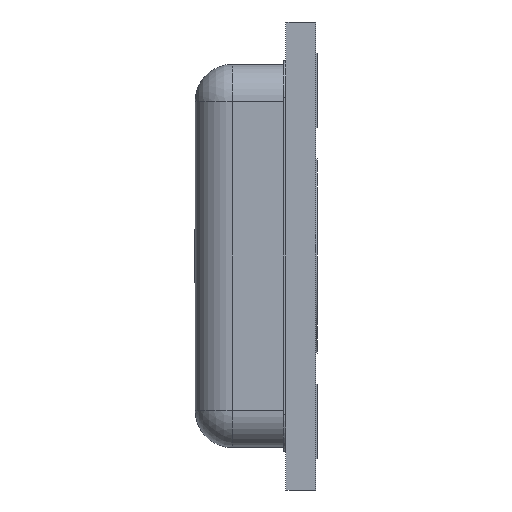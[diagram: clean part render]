
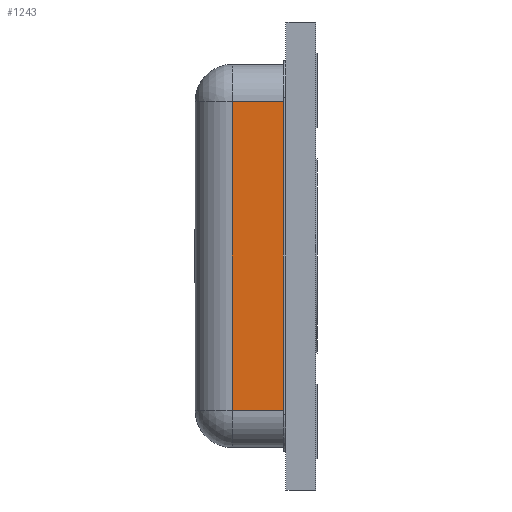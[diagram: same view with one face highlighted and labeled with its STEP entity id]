
A CAD part, left-side view. The second image highlights one B-rep face of the part: STEP entity #1243.
In plain terms, the highlighted planar face has unit normal (-1, 0, 0).
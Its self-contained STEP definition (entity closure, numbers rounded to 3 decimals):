
#235 = CARTESIAN_POINT ( 'NONE',  ( -2.02, 0.26, -1.54 ) ) ;
#468 = LINE ( 'NONE', #4704, #3247 ) ;
#471 = VERTEX_POINT ( 'NONE', #831 ) ;
#751 = LINE ( 'NONE', #4723, #3695 ) ;
#831 = CARTESIAN_POINT ( 'NONE',  ( -2.02, 0.26, 1.24 ) ) ;
#875 = VERTEX_POINT ( 'NONE', #2341 ) ;
#990 = EDGE_CURVE ( 'NONE', #471, #875, #2682, .T. ) ;
#1060 = DIRECTION ( 'NONE',  ( 0., 1., 0. ) ) ;
#1085 = VECTOR ( 'NONE', #1733, 1000. ) ;
#1137 = ORIENTED_EDGE ( 'NONE', *, *, #990, .T. ) ;
#1222 = EDGE_CURVE ( 'NONE', #875, #2327, #751, .T. ) ;
#1243 = ADVANCED_FACE ( 'NONE', ( #4739 ), #4747, .F. ) ;
#1588 = ORIENTED_EDGE ( 'NONE', *, *, #6246, .T. ) ;
#1706 = DIRECTION ( 'NONE',  ( 0., -1., 0. ) ) ;
#1733 = DIRECTION ( 'NONE',  ( 0., 0., 1. ) ) ;
#2016 = CARTESIAN_POINT ( 'NONE',  ( -2.02, 0.26, -1.24 ) ) ;
#2082 = LINE ( 'NONE', #235, #1085 ) ;
#2327 = VERTEX_POINT ( 'NONE', #2784 ) ;
#2341 = CARTESIAN_POINT ( 'NONE',  ( -2.02, 0.67, 1.24 ) ) ;
#2488 = AXIS2_PLACEMENT_3D ( 'NONE', #4652, #6205, #5157 ) ;
#2682 = LINE ( 'NONE', #5298, #4446 ) ;
#2784 = CARTESIAN_POINT ( 'NONE',  ( -2.02, 0.67, -1.24 ) ) ;
#3064 = VERTEX_POINT ( 'NONE', #2016 ) ;
#3247 = VECTOR ( 'NONE', #1706, 1000. ) ;
#3515 = EDGE_LOOP ( 'NONE', ( #4132, #5109, #1588, #1137 ) ) ;
#3695 = VECTOR ( 'NONE', #4279, 1000. ) ;
#4132 = ORIENTED_EDGE ( 'NONE', *, *, #1222, .T. ) ;
#4279 = DIRECTION ( 'NONE',  ( 0., 0., -1. ) ) ;
#4446 = VECTOR ( 'NONE', #1060, 1000. ) ;
#4652 = CARTESIAN_POINT ( 'NONE',  ( -2.02, 0.97, -1.54 ) ) ;
#4704 = CARTESIAN_POINT ( 'NONE',  ( -2.02, 0.97, -1.24 ) ) ;
#4723 = CARTESIAN_POINT ( 'NONE',  ( -2.02, 0.67, -1.54 ) ) ;
#4739 = FACE_OUTER_BOUND ( 'NONE', #3515, .T. ) ;
#4747 = PLANE ( 'NONE',  #2488 ) ;
#5109 = ORIENTED_EDGE ( 'NONE', *, *, #6197, .T. ) ;
#5157 = DIRECTION ( 'NONE',  ( 0., 0., -1. ) ) ;
#5298 = CARTESIAN_POINT ( 'NONE',  ( -2.02, 0.97, 1.24 ) ) ;
#6197 = EDGE_CURVE ( 'NONE', #2327, #3064, #468, .T. ) ;
#6205 = DIRECTION ( 'NONE',  ( 1., 0., 0. ) ) ;
#6246 = EDGE_CURVE ( 'NONE', #3064, #471, #2082, .T. ) ;
